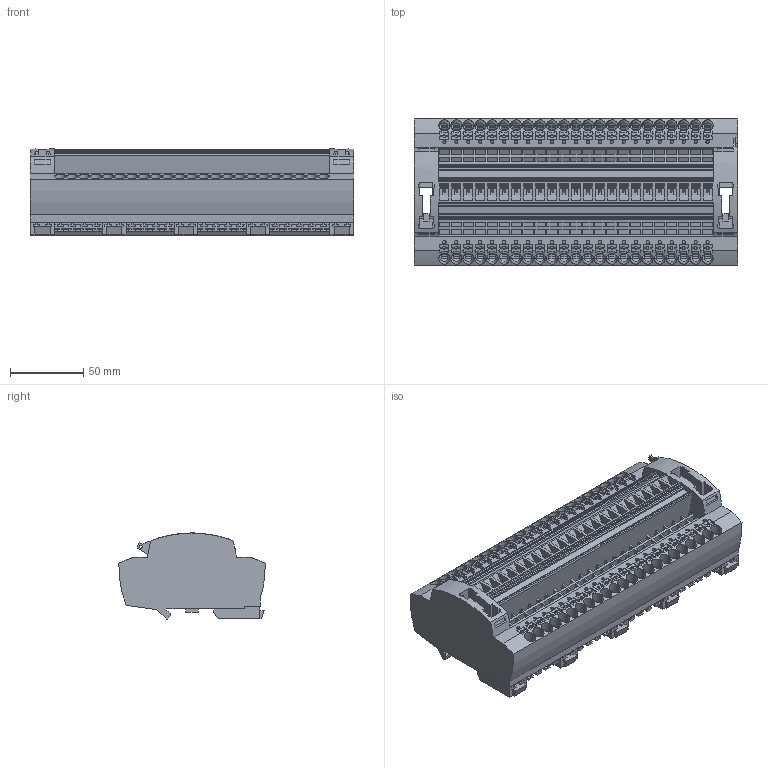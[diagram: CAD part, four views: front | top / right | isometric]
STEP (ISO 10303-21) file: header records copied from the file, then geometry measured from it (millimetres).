
FILE_DESCRIPTION(('Creo Elements/Direct Modeling STEP Export'),'2;1');
FILE_NAME('model.stp','2020-06-03T 0:28:56',(''),(''),'Creo Elements/Direct Modeling STEP processor for AP214 (Solid Model)','Creo Elements/Direct Modeling 20.1A 29-Sep-2018 (C) Parametric Technology GmbH','');
FILE_SCHEMA(('AUTOMOTIVE_DESIGN { 1 0 10303 214 1 1 1 1 }'));
Products named in the file (2): PTRE_6-2_23-select
Assembly tree (1 placements, depth 2):
  PTRE_6-2_23-select
    PTRE_6-2_23-select
Bounding box: 220.05 x 99.63 x 58.6 mm (x, y, z)
Volume: 730688.7 mm3; surface area: 184370.5 mm2
Topology: 1 solids, 1 shells, 3614 faces, 10242 edges, 6793 vertices
Faces by surface type: plane 3097, cylinder 517
Entity records: 179514 total; most frequent: CARTESIAN_POINT 56281, ORIENTED_EDGE 20484, DIRECTION 18411, EDGE_CURVE 10242, VECTOR 8283, LINE 8283, VERTEX_POINT 6793, AXIS2_PLACEMENT_3D 5064
